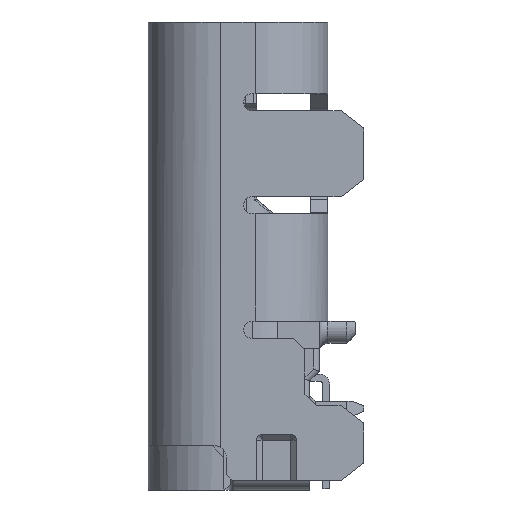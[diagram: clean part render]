
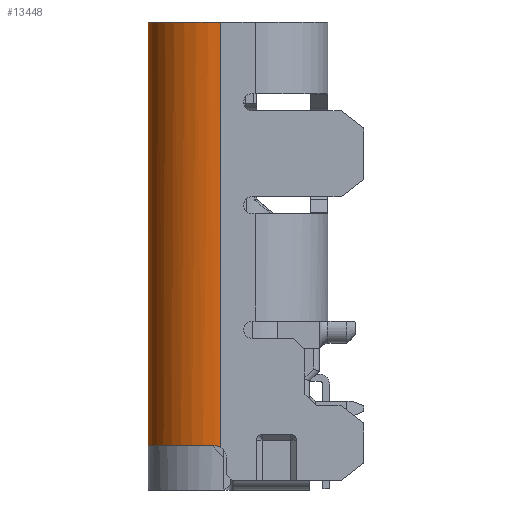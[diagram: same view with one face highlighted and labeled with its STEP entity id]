
A CAD part, left-side view. The second image highlights one B-rep face of the part: STEP entity #13448.
In plain terms, the highlighted cylindrical face has radius 1.27 mm (diameter 2.54 mm), a partial arc.
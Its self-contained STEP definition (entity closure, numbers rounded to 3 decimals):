
#58 = ORIENTED_EDGE ( 'NONE', *, *, #401, .F. ) ;
#401 = EDGE_CURVE ( 'NONE', #3598, #436, #11447, .T. ) ;
#436 = VERTEX_POINT ( 'NONE', #20977 ) ;
#713 = AXIS2_PLACEMENT_3D ( 'NONE', #16998, #6536, #1822 ) ;
#1822 = DIRECTION ( 'NONE',  ( -1., 0., 0. ) ) ;
#2402 = CARTESIAN_POINT ( 'NONE',  ( -4.469, 0.357, -2.702 ) ) ;
#3344 = CARTESIAN_POINT ( 'NONE',  ( -4.47, 0.3, 4.7 ) ) ;
#3394 = VECTOR ( 'NONE', #7810, 1000. ) ;
#3598 = VERTEX_POINT ( 'NONE', #18066 ) ;
#3917 = CARTESIAN_POINT ( 'NONE',  ( -3.2, 1.57, 4.7 ) ) ;
#4681 = LINE ( 'NONE', #20017, #9856 ) ;
#6536 = DIRECTION ( 'NONE',  ( 0., 0., -1. ) ) ;
#6771 = EDGE_CURVE ( 'NONE', #9031, #12445, #20699, .T. ) ;
#7810 = DIRECTION ( 'NONE',  ( 0., 0., 1. ) ) ;
#9031 = VERTEX_POINT ( 'NONE', #20958 ) ;
#9351 = DIRECTION ( 'NONE',  ( -1., 0., 0. ) ) ;
#9856 = VECTOR ( 'NONE', #24043, 1000. ) ;
#10771 = ORIENTED_EDGE ( 'NONE', *, *, #6771, .T. ) ;
#10914 = ORIENTED_EDGE ( 'NONE', *, *, #27516, .F. ) ;
#11447 = CIRCLE ( 'NONE', #22397, 1.27 ) ;
#11504 = CARTESIAN_POINT ( 'NONE',  ( -3.2, 0.3, 4.7 ) ) ;
#12445 = VERTEX_POINT ( 'NONE', #3344 ) ;
#12648 = CARTESIAN_POINT ( 'NONE',  ( -4.466, 0.4, -2.7 ) ) ;
#13448 = ADVANCED_FACE ( 'NONE', ( #25737 ), #19008, .T. ) ;
#15405 = EDGE_CURVE ( 'NONE', #27181, #12445, #15441, .T. ) ;
#15441 = CIRCLE ( 'NONE', #20013, 1.27 ) ;
#15817 = EDGE_LOOP ( 'NONE', ( #58, #17893, #10771, #22554, #10914 ) ) ;
#16998 = CARTESIAN_POINT ( 'NONE',  ( -3.2, 0.3, 23.577 ) ) ;
#17052 = CARTESIAN_POINT ( 'NONE',  ( -4.47, 0.3, -2.727 ) ) ;
#17106 = CARTESIAN_POINT ( 'NONE',  ( -3.2, 0.3, -2.7 ) ) ;
#17893 = ORIENTED_EDGE ( 'NONE', *, *, #27537, .T. ) ;
#17915 = DIRECTION ( 'NONE',  ( 0., 0., 1. ) ) ;
#18066 = CARTESIAN_POINT ( 'NONE',  ( -4.466, 0.4, -2.7 ) ) ;
#19008 = CYLINDRICAL_SURFACE ( 'NONE', #713, 1.27 ) ;
#19396 = DIRECTION ( 'NONE',  ( -1., 0., 0. ) ) ;
#20013 = AXIS2_PLACEMENT_3D ( 'NONE', #11504, #17915, #9351 ) ;
#20017 = CARTESIAN_POINT ( 'NONE',  ( -3.2, 1.57, -3.3 ) ) ;
#20699 = LINE ( 'NONE', #27146, #3394 ) ;
#20958 = CARTESIAN_POINT ( 'NONE',  ( -4.47, 0.3, -2.727 ) ) ;
#20977 = CARTESIAN_POINT ( 'NONE',  ( -3.2, 1.57, -2.7 ) ) ;
#22397 = AXIS2_PLACEMENT_3D ( 'NONE', #17106, #27862, #19396 ) ;
#22554 = ORIENTED_EDGE ( 'NONE', *, *, #15405, .F. ) ;
#24043 = DIRECTION ( 'NONE',  ( 0., 0., 1. ) ) ;
#24220 = B_SPLINE_CURVE_WITH_KNOTS ( 'NONE', 3,
 ( #12648, #2402, #26328, #17052 ),
 .UNSPECIFIED., .F., .F.,
 ( 4, 4 ),
 ( 0., 1. ),
 .UNSPECIFIED. ) ;
#25737 = FACE_OUTER_BOUND ( 'NONE', #15817, .T. ) ;
#26328 = CARTESIAN_POINT ( 'NONE',  ( -4.47, 0.335, -2.708 ) ) ;
#27146 = CARTESIAN_POINT ( 'NONE',  ( -4.47, 0.3, -3.3 ) ) ;
#27181 = VERTEX_POINT ( 'NONE', #3917 ) ;
#27516 = EDGE_CURVE ( 'NONE', #436, #27181, #4681, .T. ) ;
#27537 = EDGE_CURVE ( 'NONE', #3598, #9031, #24220, .T. ) ;
#27862 = DIRECTION ( 'NONE',  ( 0., 0., -1. ) ) ;
